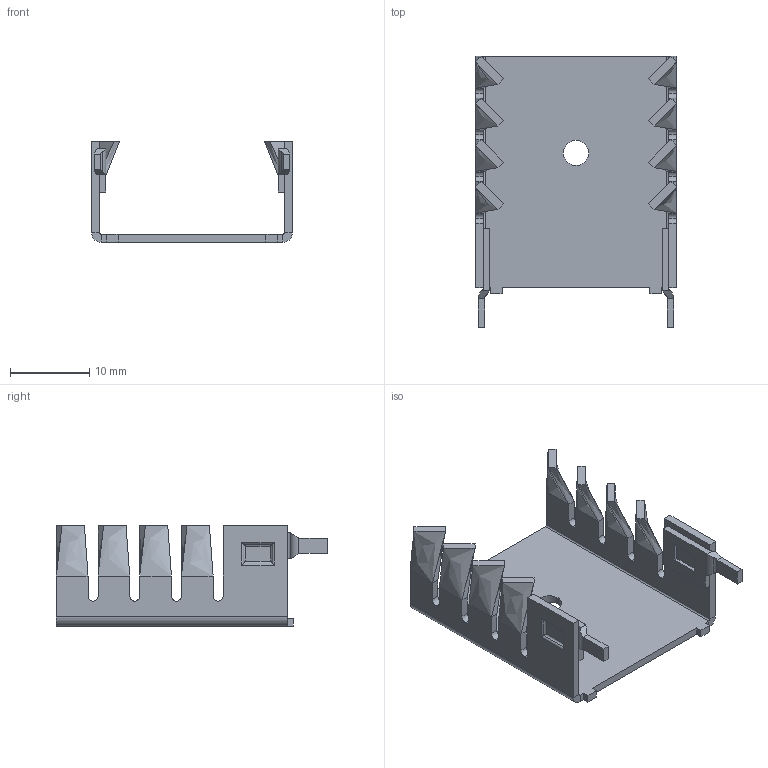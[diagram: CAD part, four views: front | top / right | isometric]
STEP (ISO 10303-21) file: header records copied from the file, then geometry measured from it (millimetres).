
FILE_DESCRIPTION (( 'STEP AP214' ), '1' );
FILE_NAME ('593002B03400G.STEP', '2019-06-03T23:14:46', ( '' ), ( '' ), 'SwSTEP 2.0', 'SolidWorks 2017', '' );
FILE_SCHEMA (( 'AUTOMOTIVE_DESIGN' ));
Length unit declared in the file: inch
Products named in the file (1): 593002B03400G
Bounding box: 25.4 x 34.29 x 12.7 mm (x, y, z)
Volume: 1357.9 mm3; surface area: 3184 mm2
Topology: 3 solids, 3 shells, 184 faces, 450 edges, 276 vertices
Faces by surface type: plane 98, cylinder 54, bspline 32
Entity records: 5616 total; most frequent: CARTESIAN_POINT 1447, ORIENTED_EDGE 900, DIRECTION 752, EDGE_CURVE 450, VECTOR 342, LINE 342, VERTEX_POINT 276, AXIS2_PLACEMENT_3D 205
